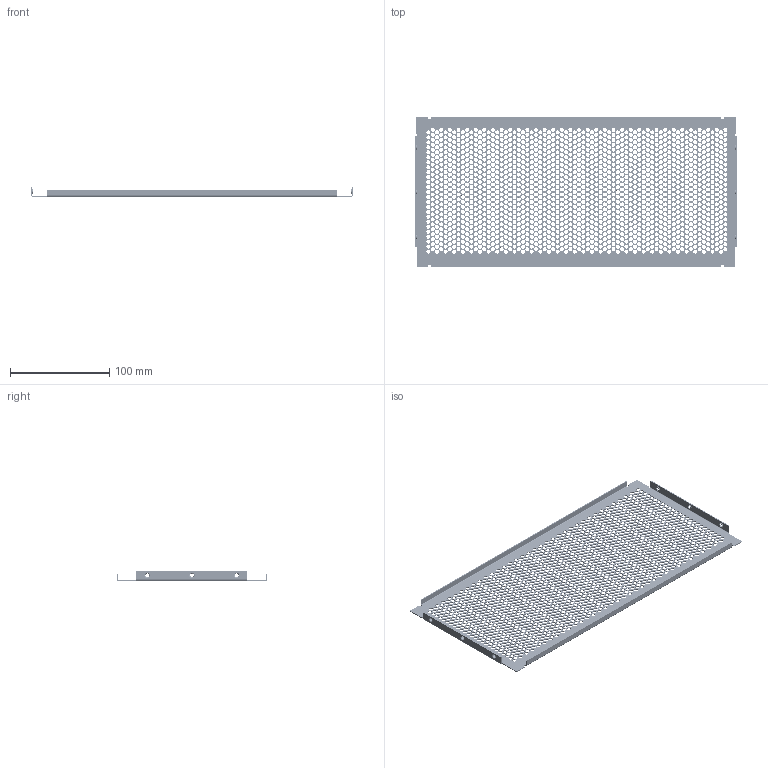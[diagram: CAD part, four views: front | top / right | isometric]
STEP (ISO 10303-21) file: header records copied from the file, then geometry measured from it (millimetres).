
FILE_DESCRIPTION(/* description */ (''),/* implementation_level */ '2;1');
FILE_NAME(/* name */ '86463154_ADGA M 15063 L.stp',/* time_stamp */ '2014-09-03T16:39:02+02:00',/* author */ ('kotzmaier'),/* organization */ (''),/* preprocessor_version */ 'ST-DEVELOPER v15.2',/* originating_system */ 'Autodesk Inventor 2014',/* authorisation */ '');
FILE_SCHEMA (('AUTOMOTIVE_DESIGN { 1 0 10303 214 3 1 1 }'));
Length unit declared in the file: millimetre
Products named in the file (1): ADGA_M_15063_L_Bopla_3D
Bounding box: 324.67 x 151 x 9.2 mm (x, y, z)
Volume: 31765.5 mm3; surface area: 86682.3 mm2
Topology: 1 solids, 1 shells, 1830 faces, 5457 edges, 3635 vertices
Faces by surface type: cylinder 1770, plane 48, torus 12
Full cylindrical faces by diameter (mm): 3.7 x6, 4 x1750, 4.6 x6
Entity records: 61829 total; most frequent: DIRECTION 10894, CARTESIAN_POINT 9143, ORIENTED_EDGE 7360, EDGE_LOOP 7122, AXIS2_PLACEMENT_3D 5383, FACE_BOUND 5304, EDGE_CURVE 3680, VERTEX_POINT 3632
